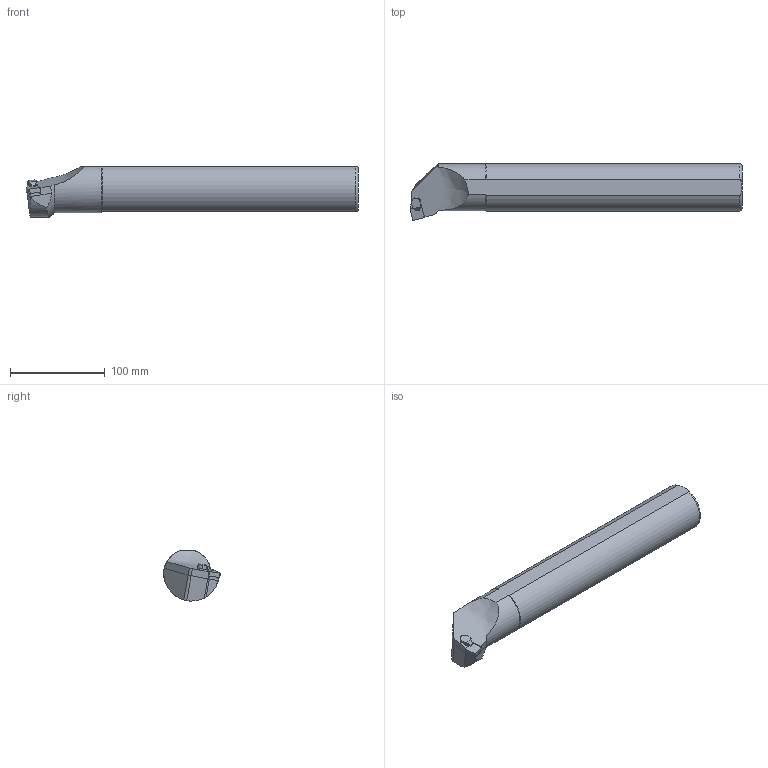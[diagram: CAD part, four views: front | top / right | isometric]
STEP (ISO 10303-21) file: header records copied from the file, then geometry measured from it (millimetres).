
FILE_DESCRIPTION(/* description */ (''),/* implementation_level */ '2;1');
FILE_NAME(/* name */ 'A50U-PSKNR-12C.stp',/* time_stamp */ '2023-10-20T15:47:57+03:00',/* author */ (''),/* organization */ (''),/* preprocessor_version */ 'ST-DEVELOPER v19.4',/* originating_system */ 'SIEMENS PLM Software NX2306.3001',/* authorisation */ '');
FILE_SCHEMA (('AUTOMOTIVE_DESIGN { 1 0 10303 214 3 1 1 1 }'));
Length unit declared in the file: millimetre
Products named in the file (1): A50U-PSKNR-12C
Bounding box: 349.8 x 59.83 x 52.8 mm (x, y, z)
Volume: 641126.8 mm3; surface area: 57678.8 mm2
Topology: 2 solids, 2 shells, 69 faces, 183 edges, 119 vertices
Faces by surface type: plane 38, cylinder 25, cone 4, bspline 1, torus 1
Entity records: 2587 total; most frequent: CARTESIAN_POINT 800, ORIENTED_EDGE 362, DIRECTION 341, EDGE_CURVE 181, AXIS2_PLACEMENT_3D 125, VERTEX_POINT 118, LINE 91, VECTOR 91
